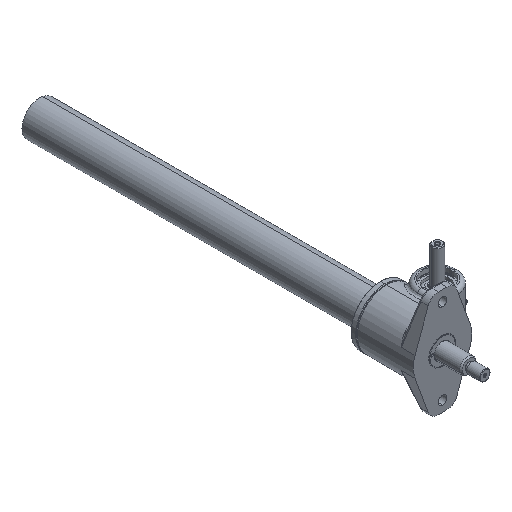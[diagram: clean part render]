
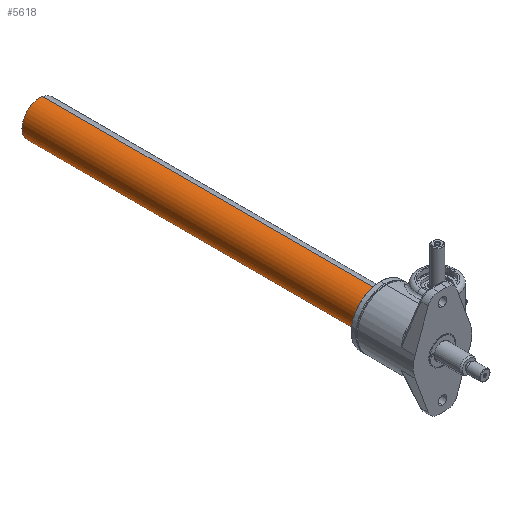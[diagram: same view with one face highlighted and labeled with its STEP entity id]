
A CAD part, isometric view. The second image highlights one B-rep face of the part: STEP entity #5618.
In plain terms, the highlighted cylindrical face has radius 20.955 mm (diameter 41.91 mm), a partial arc.
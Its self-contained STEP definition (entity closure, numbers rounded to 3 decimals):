
#457 = DIRECTION ( 'NONE',  ( -1., 0., 0. ) ) ;
#541 = DIRECTION ( 'NONE',  ( 0., 0., 1. ) ) ;
#1051 = EDGE_CURVE ( 'NONE', #3962, #10413, #5120, .T. ) ;
#1219 = DIRECTION ( 'NONE',  ( 0., 0., 1. ) ) ;
#1280 = CARTESIAN_POINT ( 'NONE',  ( -71.578, 0., -20.955 ) ) ;
#1612 = CARTESIAN_POINT ( 'NONE',  ( -50., 0., -20.955 ) ) ;
#1650 = DIRECTION ( 'NONE',  ( -1., 0., 0. ) ) ;
#1975 = AXIS2_PLACEMENT_3D ( 'NONE', #4579, #1650, #4521 ) ;
#2408 = CARTESIAN_POINT ( 'NONE',  ( -50., 0., 20.955 ) ) ;
#2453 = VECTOR ( 'NONE', #457, 1000. ) ;
#3861 = EDGE_CURVE ( 'NONE', #3962, #8677, #11566, .T. ) ;
#3912 = CIRCLE ( 'NONE', #1975, 20.955 ) ;
#3962 = VERTEX_POINT ( 'NONE', #10418 ) ;
#4364 = EDGE_LOOP ( 'NONE', ( #10222, #5638, #11783, #9176 ) ) ;
#4521 = DIRECTION ( 'NONE',  ( 0., 0., 1. ) ) ;
#4579 = CARTESIAN_POINT ( 'NONE',  ( -50., 0., 0. ) ) ;
#4824 = VERTEX_POINT ( 'NONE', #1612 ) ;
#4940 = FACE_OUTER_BOUND ( 'NONE', #4364, .T. ) ;
#5120 = LINE ( 'NONE', #8869, #2453 ) ;
#5194 = VECTOR ( 'NONE', #8764, 1000. ) ;
#5618 = ADVANCED_FACE ( 'NONE', ( #4940 ), #8818, .T. ) ;
#5638 = ORIENTED_EDGE ( 'NONE', *, *, #8551, .T. ) ;
#5841 = EDGE_CURVE ( 'NONE', #10413, #4824, #3912, .T. ) ;
#5939 = AXIS2_PLACEMENT_3D ( 'NONE', #9607, #6119, #541 ) ;
#6119 = DIRECTION ( 'NONE',  ( -1., 0., 0. ) ) ;
#7467 = AXIS2_PLACEMENT_3D ( 'NONE', #11389, #7541, #1219 ) ;
#7541 = DIRECTION ( 'NONE',  ( -1., 0., 0. ) ) ;
#8551 = EDGE_CURVE ( 'NONE', #8677, #4824, #10474, .T. ) ;
#8677 = VERTEX_POINT ( 'NONE', #8824 ) ;
#8764 = DIRECTION ( 'NONE',  ( -1., 0., 0. ) ) ;
#8818 = CYLINDRICAL_SURFACE ( 'NONE', #5939, 20.955 ) ;
#8824 = CARTESIAN_POINT ( 'NONE',  ( 356.4, 0., -20.955 ) ) ;
#8869 = CARTESIAN_POINT ( 'NONE',  ( -71.578, 0., 20.955 ) ) ;
#9176 = ORIENTED_EDGE ( 'NONE', *, *, #1051, .F. ) ;
#9607 = CARTESIAN_POINT ( 'NONE',  ( -71.578, 0., 0. ) ) ;
#10222 = ORIENTED_EDGE ( 'NONE', *, *, #3861, .T. ) ;
#10413 = VERTEX_POINT ( 'NONE', #2408 ) ;
#10418 = CARTESIAN_POINT ( 'NONE',  ( 356.4, 0., 20.955 ) ) ;
#10474 = LINE ( 'NONE', #1280, #5194 ) ;
#11389 = CARTESIAN_POINT ( 'NONE',  ( 356.4, 0., 0. ) ) ;
#11566 = CIRCLE ( 'NONE', #7467, 20.955 ) ;
#11783 = ORIENTED_EDGE ( 'NONE', *, *, #5841, .F. ) ;
